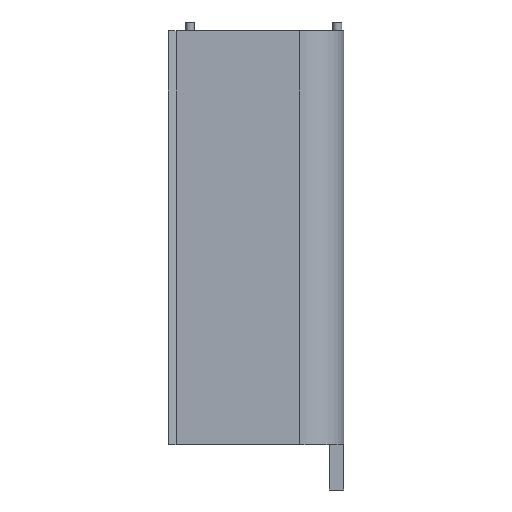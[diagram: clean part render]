
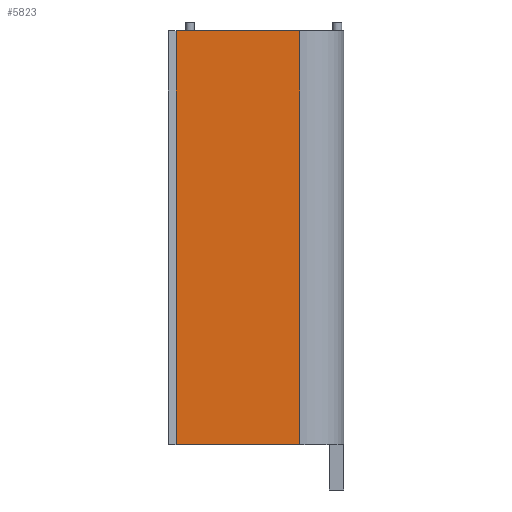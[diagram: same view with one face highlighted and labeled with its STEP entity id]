
A CAD part, left-side view. The second image highlights one B-rep face of the part: STEP entity #5823.
In plain terms, the highlighted planar face has unit normal (-1, 0, 0).
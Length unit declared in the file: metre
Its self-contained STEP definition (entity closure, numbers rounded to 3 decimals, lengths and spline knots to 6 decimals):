
#294=LINE('',#10108,#1093);
#295=LINE('',#10111,#1094);
#296=LINE('',#10113,#1095);
#297=LINE('',#10115,#1096);
#1093=VECTOR('',#8428,1.);
#1094=VECTOR('',#8429,1.);
#1095=VECTOR('',#8430,1.);
#1096=VECTOR('',#8431,1.);
#1898=ORIENTED_EDGE('',*,*,#3536,.F.);
#1899=ORIENTED_EDGE('',*,*,#3537,.T.);
#1900=ORIENTED_EDGE('',*,*,#3538,.F.);
#1901=ORIENTED_EDGE('',*,*,#3539,.T.);
#3536=EDGE_CURVE('',#4353,#4354,#294,.T.);
#3537=EDGE_CURVE('',#4353,#4355,#295,.T.);
#3538=EDGE_CURVE('',#4356,#4355,#296,.T.);
#3539=EDGE_CURVE('',#4356,#4354,#297,.F.);
#4353=VERTEX_POINT('',#10109);
#4354=VERTEX_POINT('',#10110);
#4355=VERTEX_POINT('',#10112);
#4356=VERTEX_POINT('',#10114);
#4663=EDGE_LOOP('',(#1898,#1899,#1900,#1901));
#4964=FACE_BOUND('',#4663,.T.);
#5262=PLANE('',#7841);
#5823=ADVANCED_FACE('',(#4964),#5262,.F.);
#7841=AXIS2_PLACEMENT_3D('',#10107,#8426,#8427);
#8426=DIRECTION('',(1.,0.,0.));
#8427=DIRECTION('',(0.,0.,-1.));
#8428=DIRECTION('',(0.,0.,1.));
#8429=DIRECTION('',(0.,-1.,0.));
#8430=DIRECTION('',(0.,0.,-1.));
#8431=DIRECTION('',(0.,-1.,0.));
#10107=CARTESIAN_POINT('',(-0.06,-0.0475,0.005));
#10108=CARTESIAN_POINT('',(-0.06,-0.0533,-0.255));
#10109=CARTESIAN_POINT('',(-0.06,-0.0533,-0.25485));
#10110=CARTESIAN_POINT('',(-0.06,-0.0533,-0.11515));
#10111=CARTESIAN_POINT('',(-0.06,-0.025,-0.25485));
#10112=CARTESIAN_POINT('',(-0.06,-0.095,-0.25485));
#10113=CARTESIAN_POINT('',(-0.06,-0.095,0.005));
#10114=CARTESIAN_POINT('',(-0.06,-0.095,-0.11515));
#10115=CARTESIAN_POINT('',(-0.06,-0.02158,-0.11515));
